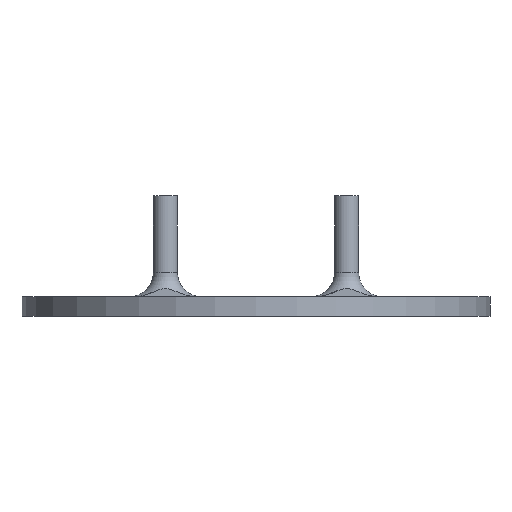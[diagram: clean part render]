
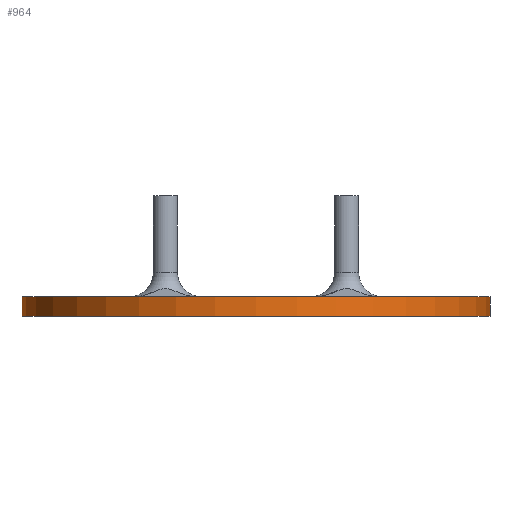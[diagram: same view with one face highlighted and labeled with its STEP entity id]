
A CAD part, front view. The second image highlights one B-rep face of the part: STEP entity #964.
In plain terms, the highlighted cylindrical face has radius 77.5 mm (diameter 155 mm), a full revolution.
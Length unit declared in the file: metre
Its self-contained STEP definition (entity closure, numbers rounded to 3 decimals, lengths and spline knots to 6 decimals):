
#32=CIRCLE('',#1047,0.0775);
#33=CIRCLE('',#1048,0.0775);
#83=CYLINDRICAL_SURFACE('',#1046,0.0775);
#201=ORIENTED_EDGE('',*,*,#447,.F.);
#202=ORIENTED_EDGE('',*,*,#448,.T.);
#447=EDGE_CURVE('',#563,#563,#32,.T.);
#448=EDGE_CURVE('',#564,#564,#33,.T.);
#563=VERTEX_POINT('',#1614);
#564=VERTEX_POINT('',#1616);
#738=EDGE_LOOP('',(#201));
#739=EDGE_LOOP('',(#202));
#840=FACE_BOUND('',#738,.T.);
#841=FACE_BOUND('',#739,.T.);
#964=ADVANCED_FACE('',(#840,#841),#83,.T.);
#1046=AXIS2_PLACEMENT_3D('',#1612,#1250,#1251);
#1047=AXIS2_PLACEMENT_3D('',#1613,#1252,#1253);
#1048=AXIS2_PLACEMENT_3D('',#1615,#1254,#1255);
#1250=DIRECTION('',(0.,0.,-1.));
#1251=DIRECTION('',(-1.,0.,0.));
#1252=DIRECTION('',(0.,0.,1.));
#1253=DIRECTION('',(1.,0.,0.));
#1254=DIRECTION('',(0.,0.,1.));
#1255=DIRECTION('',(1.,0.,0.));
#1612=CARTESIAN_POINT('',(0.,0.,0.0065));
#1613=CARTESIAN_POINT('',(0.,0.,0.0065));
#1614=CARTESIAN_POINT('',(0.0775,0.,0.0065));
#1615=CARTESIAN_POINT('',(0.,0.,0.));
#1616=CARTESIAN_POINT('',(0.0775,0.,0.));
